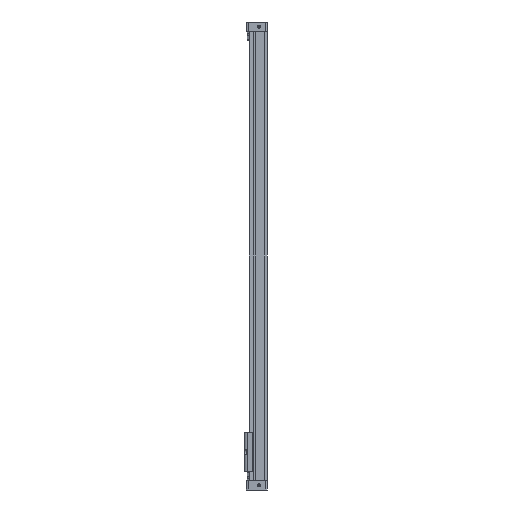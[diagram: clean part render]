
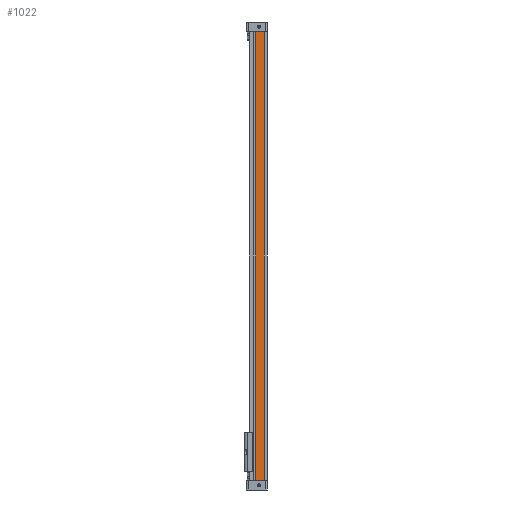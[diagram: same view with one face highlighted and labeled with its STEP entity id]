
A CAD part, left-side view. The second image highlights one B-rep face of the part: STEP entity #1022.
In plain terms, the highlighted planar face has unit normal (-1, 0, 0).
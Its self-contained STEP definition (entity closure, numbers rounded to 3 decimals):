
#1022 = ADVANCED_FACE( '', ( #2039 ), #2040, .F. );
#2039 = FACE_OUTER_BOUND( '', #3024, .T. );
#2040 = PLANE( '', #3025 );
#3024 = EDGE_LOOP( '', ( #5440, #5441, #5442, #5443 ) );
#3025 = AXIS2_PLACEMENT_3D( '', #5444, #5445, #5446 );
#5440 = ORIENTED_EDGE( '', *, *, #6428, .T. );
#5441 = ORIENTED_EDGE( '', *, *, #5869, .F. );
#5442 = ORIENTED_EDGE( '', *, *, #6368, .F. );
#5443 = ORIENTED_EDGE( '', *, *, #5857, .T. );
#5444 = CARTESIAN_POINT( '', ( -15.1, 19.276, 371.65 ) );
#5445 = DIRECTION( '', ( 1., 0., 0. ) );
#5446 = DIRECTION( '', ( 0., 0., -1. ) );
#5857 = EDGE_CURVE( '', #7018, #7016, #7019, .T. );
#5869 = EDGE_CURVE( '', #7038, #7033, #7040, .T. );
#6368 = EDGE_CURVE( '', #7018, #7038, #7739, .T. );
#6428 = EDGE_CURVE( '', #7016, #7033, #7806, .T. );
#7016 = VERTEX_POINT( '', #8597 );
#7018 = VERTEX_POINT( '', #8599 );
#7019 = LINE( '', #8600, #8601 );
#7033 = VERTEX_POINT( '', #8618 );
#7038 = VERTEX_POINT( '', #8624 );
#7040 = LINE( '', #8626, #8627 );
#7739 = LINE( '', #9651, #9652 );
#7806 = LINE( '', #9740, #9741 );
#8597 = CARTESIAN_POINT( '', ( -15.1, 19.276, -371.65 ) );
#8599 = CARTESIAN_POINT( '', ( -15.1, 19.276, 371.65 ) );
#8600 = CARTESIAN_POINT( '', ( -15.1, 19.276, 371.65 ) );
#8601 = VECTOR( '', #10250, 1000. );
#8618 = CARTESIAN_POINT( '', ( -15.1, 4.724, -371.65 ) );
#8624 = CARTESIAN_POINT( '', ( -15.1, 4.724, 371.65 ) );
#8626 = CARTESIAN_POINT( '', ( -15.1, 4.724, 371.65 ) );
#8627 = VECTOR( '', #10270, 1000. );
#9651 = CARTESIAN_POINT( '', ( -15.1, 19.276, 371.65 ) );
#9652 = VECTOR( '', #10849, 1000. );
#9740 = CARTESIAN_POINT( '', ( -15.1, 19.276, -371.65 ) );
#9741 = VECTOR( '', #10910, 1000. );
#10250 = DIRECTION( '', ( 0., 0., -1. ) );
#10270 = DIRECTION( '', ( 0., 0., -1. ) );
#10849 = DIRECTION( '', ( 0., -1., 0. ) );
#10910 = DIRECTION( '', ( 0., -1., 0. ) );
